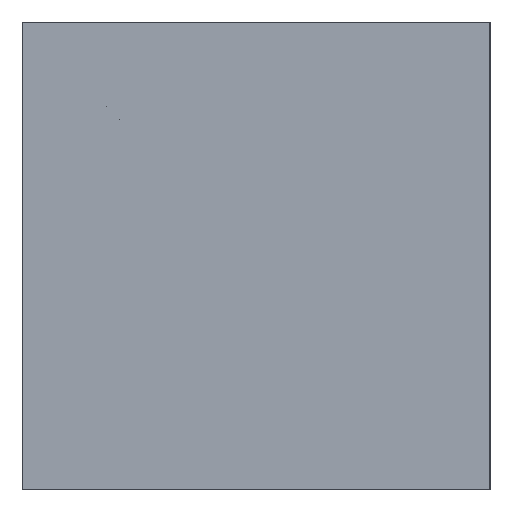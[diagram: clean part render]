
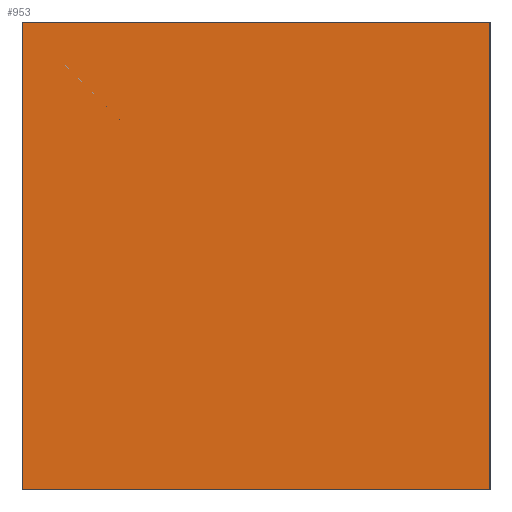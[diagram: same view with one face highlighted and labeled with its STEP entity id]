
A CAD part, left-side view. The second image highlights one B-rep face of the part: STEP entity #953.
In plain terms, the highlighted planar face has unit normal (-1, 0, 0).
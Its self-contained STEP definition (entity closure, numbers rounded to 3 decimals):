
#851=EDGE_CURVE('',#1701,#1295,#2263,.T.);
#853=EDGE_CURVE('',#2035,#1391,#2265,.T.);
#913=EDGE_CURVE('',#2035,#1701,#2334,.T.);
#953=ADVANCED_FACE('',(#2376),#2377,.T.);
#1295=VERTEX_POINT('',#2764);
#1391=VERTEX_POINT('',#2870);
#1701=VERTEX_POINT('',#3220);
#1883=EDGE_CURVE('',#1295,#1391,#3429,.T.);
#2035=VERTEX_POINT('',#3599);
#2263=LINE('',#3865,#3866);
#2265=LINE('',#3869,#3870);
#2334=LINE('',#3959,#3960);
#2376=FACE_OUTER_BOUND('',#4020,.T.);
#2377=PLANE('',#4021);
#2764=CARTESIAN_POINT('',(-47.,-15.0,30.0));
#2870=CARTESIAN_POINT('',(-47.,15.0,30.0));
#3220=CARTESIAN_POINT('',(-47.,-15.0,0.0));
#3429=LINE('',#5373,#5374);
#3599=CARTESIAN_POINT('',(-47.,15.0,0.0));
#3865=CARTESIAN_POINT('',(-47.,-15.0,0.0));
#3866=VECTOR('',#5901,1.0);
#3869=CARTESIAN_POINT('',(-47.,15.0,0.0));
#3870=VECTOR('',#5902,1.0);
#3959=CARTESIAN_POINT('',(-47.,15.0,0.0));
#3960=VECTOR('',#6007,1.0);
#4020=EDGE_LOOP('',(#6059,#6060,#6061,#6062));
#4021=AXIS2_PLACEMENT_3D('',#6063,#6064,#6065);
#5373=CARTESIAN_POINT('',(-47.,15.0,30.0));
#5374=VECTOR('',#7521,1.0);
#5901=DIRECTION('',(0.0,0.0,1.0));
#5902=DIRECTION('',(0.0,0.0,1.0));
#6007=DIRECTION('',(0.0,-1.0,0.0));
#6059=ORIENTED_EDGE('',*,*,#1883,.T.);
#6060=ORIENTED_EDGE('',*,*,#853,.F.);
#6061=ORIENTED_EDGE('',*,*,#913,.T.);
#6062=ORIENTED_EDGE('',*,*,#851,.T.);
#6063=CARTESIAN_POINT('',(-47.,-15.0,0.0));
#6064=DIRECTION('',(-1.0,0.0,0.0));
#6065=DIRECTION('',(0.0,0.0,1.0));
#7521=DIRECTION('',(0.0,1.0,0.0));
